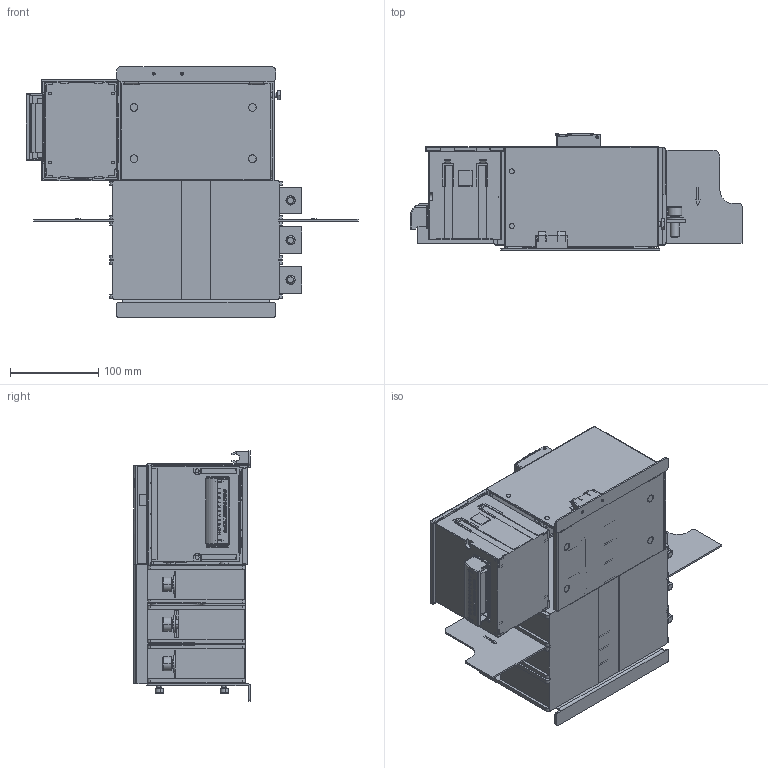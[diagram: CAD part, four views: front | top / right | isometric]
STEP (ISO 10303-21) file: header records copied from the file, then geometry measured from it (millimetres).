
FILE_DESCRIPTION((''),'2;1');
FILE_NAME('25970170P01','2024-04-03T',('youjie.zhu'),(''),'PRO/ENGINEER BY PARAMETRIC TECHNOLOGY CORPORATION, 2015440','PRO/ENGINEER BY PARAMETRIC TECHNOLOGY CORPORATION, 2015440','');
FILE_SCHEMA(('CONFIG_CONTROL_DESIGN'));
Products named in the file (1): 25970170P01
Bounding box: 375.72 x 131.95 x 284 mm (x, y, z)
Volume: 1683349.2 mm3; surface area: 832461.1 mm2
Topology: 3 solids, 3 shells, 5536 faces, 15415 edges, 9979 vertices
Faces by surface type: plane 4004, cylinder 1022, torus 205, extrusion 137, cone 106, bspline 38, sphere 24
Entity records: 184990 total; most frequent: CARTESIAN_POINT 41549, ORIENTED_EDGE 30754, DIRECTION 28392, EDGE_CURVE 15377, VECTOR 12268, LINE 12131, VERTEX_POINT 9979, AXIS2_PLACEMENT_3D 8062
